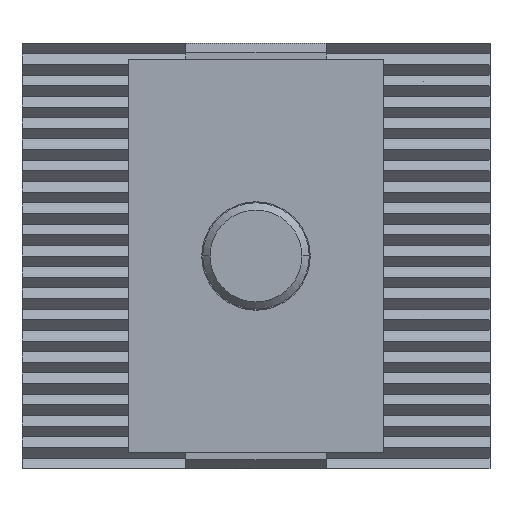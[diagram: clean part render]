
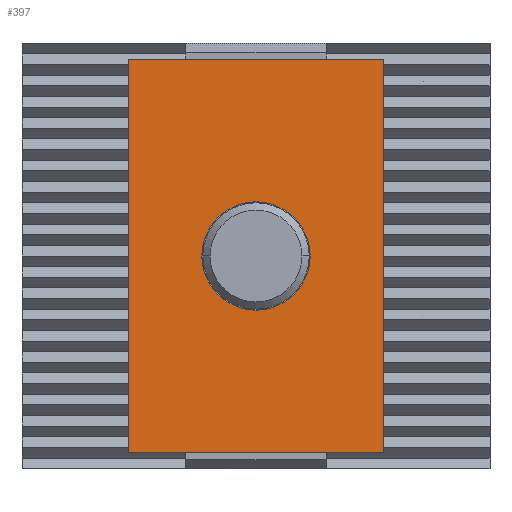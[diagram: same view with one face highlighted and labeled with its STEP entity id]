
A CAD part, front view. The second image highlights one B-rep face of the part: STEP entity #397.
In plain terms, the highlighted planar face has unit normal (0, -1, 0).
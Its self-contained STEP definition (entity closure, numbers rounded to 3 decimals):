
#397=ADVANCED_FACE('',(#803,#804),#805,.F.);
#803=FACE_BOUND('',#1228,.T.);
#804=FACE_OUTER_BOUND('',#1229,.T.);
#805=PLANE('',#1230);
#1228=EDGE_LOOP('',(#2384,#2385));
#1229=EDGE_LOOP('',(#2386,#2387,#2388,#2389));
#1230=AXIS2_PLACEMENT_3D('',#2390,#2391,#2392);
#2384=ORIENTED_EDGE('',*,*,#2980,.T.);
#2385=ORIENTED_EDGE('',*,*,#2978,.T.);
#2386=ORIENTED_EDGE('',*,*,#3007,.F.);
#2387=ORIENTED_EDGE('',*,*,#3010,.F.);
#2388=ORIENTED_EDGE('',*,*,#2999,.F.);
#2389=ORIENTED_EDGE('',*,*,#3011,.T.);
#2390=CARTESIAN_POINT('',(0.0,-22.0,0.0));
#2391=DIRECTION('',(0.0,1.0,0.0));
#2392=DIRECTION('',(0.0,0.0,1.0));
#2978=EDGE_CURVE('',#3680,#3684,#3686,.T.);
#2980=EDGE_CURVE('',#3684,#3680,#3688,.T.);
#2999=EDGE_CURVE('',#3716,#3718,#3719,.T.);
#3007=EDGE_CURVE('',#3728,#3730,#3731,.T.);
#3010=EDGE_CURVE('',#3718,#3728,#3734,.T.);
#3011=EDGE_CURVE('',#3716,#3730,#3735,.T.);
#3680=VERTEX_POINT('',#4723);
#3684=VERTEX_POINT('',#4728);
#3686=CIRCLE('',#4731,5.1);
#3688=CIRCLE('',#4733,5.1);
#3716=VERTEX_POINT('',#4773);
#3718=VERTEX_POINT('',#4776);
#3719=LINE('',#4777,#4778);
#3728=VERTEX_POINT('',#4791);
#3730=VERTEX_POINT('',#4794);
#3731=LINE('',#4795,#4796);
#3734=LINE('',#4800,#4801);
#3735=LINE('',#4802,#4803);
#4723=CARTESIAN_POINT('',(5.1,-22.0,0.));
#4728=CARTESIAN_POINT('',(-5.1,-22.0,0.0));
#4731=AXIS2_PLACEMENT_3D('',#5240,#5241,#5242);
#4733=AXIS2_PLACEMENT_3D('',#5243,#5244,#5245);
#4773=CARTESIAN_POINT('',(-12.0,-22.0,18.5));
#4776=CARTESIAN_POINT('',(12.0,-22.0,18.5));
#4777=CARTESIAN_POINT('',(0.0,-22.0,18.5));
#4778=VECTOR('',#5262,1.0);
#4791=CARTESIAN_POINT('',(12.0,-22.0,-18.5));
#4794=CARTESIAN_POINT('',(-12.0,-22.0,-18.5));
#4795=CARTESIAN_POINT('',(0.0,-22.0,-18.5));
#4796=VECTOR('',#5268,1.0);
#4800=CARTESIAN_POINT('',(12.0,-22.0,0.0));
#4801=VECTOR('',#5270,1.0);
#4802=CARTESIAN_POINT('',(-12.0,-22.0,0.0));
#4803=VECTOR('',#5271,1.0);
#5240=CARTESIAN_POINT('',(0.0,-22.0,0.0));
#5241=DIRECTION('',(-0.0,1.0,0.0));
#5242=DIRECTION('',(1.0,0.0,0.0));
#5243=CARTESIAN_POINT('',(0.0,-22.0,0.0));
#5244=DIRECTION('',(-0.0,1.0,0.0));
#5245=DIRECTION('',(1.0,0.0,0.0));
#5262=DIRECTION('',(1.0,0.0,0.0));
#5268=DIRECTION('',(-1.0,0.0,0.0));
#5270=DIRECTION('',(0.0,0.0,-1.0));
#5271=DIRECTION('',(0.0,0.0,-1.0));
